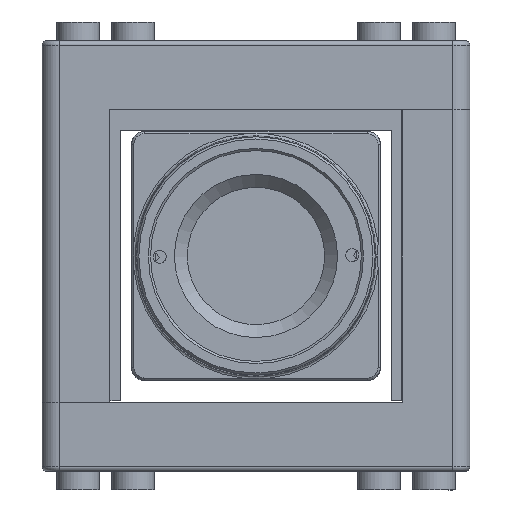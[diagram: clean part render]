
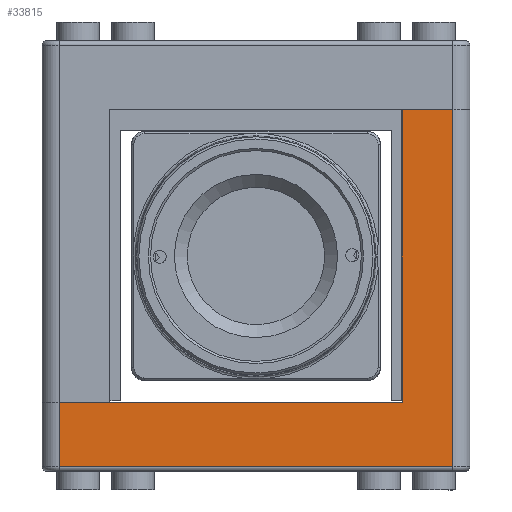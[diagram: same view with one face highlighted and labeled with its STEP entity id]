
A CAD part, left-side view. The second image highlights one B-rep face of the part: STEP entity #33815.
In plain terms, the highlighted face is planar.
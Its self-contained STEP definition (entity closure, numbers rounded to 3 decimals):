
#3055=FACE_OUTER_BOUND('',#5024,.T.);
#5024=EDGE_LOOP('',(#22932,#22933,#22934,#22935,#22936,#22937));
#7113=LINE('',#49904,#10484);
#7115=LINE('',#49907,#10486);
#7117=LINE('',#49913,#10488);
#7128=LINE('',#49936,#10499);
#7174=LINE('',#50037,#10545);
#7176=LINE('',#50040,#10547);
#10484=VECTOR('',#39756,10.);
#10486=VECTOR('',#39760,10.);
#10488=VECTOR('',#39766,10.);
#10499=VECTOR('',#39787,10.);
#10545=VECTOR('',#39889,10.);
#10547=VECTOR('',#39893,10.);
#13870=VERTEX_POINT('',#49873);
#13877=VERTEX_POINT('',#49895);
#13879=VERTEX_POINT('',#49902);
#13880=VERTEX_POINT('',#49909);
#13888=VERTEX_POINT('',#49935);
#13915=VERTEX_POINT('',#50036);
#17310=EDGE_CURVE('',#13879,#13877,#7113,.T.);
#17312=EDGE_CURVE('',#13877,#13870,#7115,.T.);
#17315=EDGE_CURVE('',#13870,#13880,#7117,.T.);
#17327=EDGE_CURVE('',#13880,#13888,#7128,.T.);
#17377=EDGE_CURVE('',#13888,#13915,#7174,.T.);
#17379=EDGE_CURVE('',#13915,#13879,#7176,.T.);
#22932=ORIENTED_EDGE('',*,*,#17310,.F.);
#22933=ORIENTED_EDGE('',*,*,#17379,.F.);
#22934=ORIENTED_EDGE('',*,*,#17377,.F.);
#22935=ORIENTED_EDGE('',*,*,#17327,.F.);
#22936=ORIENTED_EDGE('',*,*,#17315,.F.);
#22937=ORIENTED_EDGE('',*,*,#17312,.F.);
#32676=PLANE('',#35981);
#33815=ADVANCED_FACE('',(#3055),#32676,.T.);
#35981=AXIS2_PLACEMENT_3D('',#50049,#39907,#39908);
#39756=DIRECTION('',(0.,0.,-1.));
#39760=DIRECTION('',(-1.,0.,0.));
#39766=DIRECTION('',(0.,0.,1.));
#39787=DIRECTION('',(1.,0.,0.));
#39889=DIRECTION('',(0.,0.,1.));
#39893=DIRECTION('',(1.,0.,0.));
#39907=DIRECTION('center_axis',(0.,-1.,0.));
#39908=DIRECTION('ref_axis',(1.,0.,0.));
#49873=CARTESIAN_POINT('',(-22.9,-24.9,0.5));
#49895=CARTESIAN_POINT('',(22.9,-24.9,0.5));
#49902=CARTESIAN_POINT('',(22.9,-24.9,42.1));
#49904=CARTESIAN_POINT('',(22.9,-24.9,0.));
#49907=CARTESIAN_POINT('',(-12.45,-24.9,0.5));
#49909=CARTESIAN_POINT('',(-22.9,-24.9,8.));
#49913=CARTESIAN_POINT('',(-22.9,-24.9,0.));
#49935=CARTESIAN_POINT('',(17.02,-24.9,8.));
#49936=CARTESIAN_POINT('',(24.9,-24.9,8.));
#50036=CARTESIAN_POINT('',(17.02,-24.9,42.1));
#50037=CARTESIAN_POINT('',(17.02,-24.9,8.));
#50040=CARTESIAN_POINT('',(17.02,-24.9,42.1));
#50049=CARTESIAN_POINT('Origin',(-24.9,-24.9,0.));
